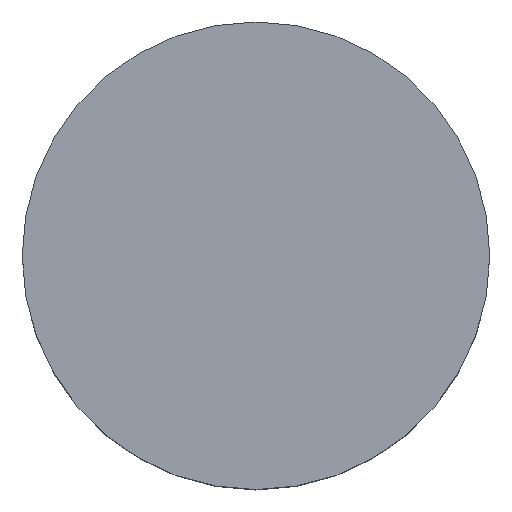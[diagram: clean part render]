
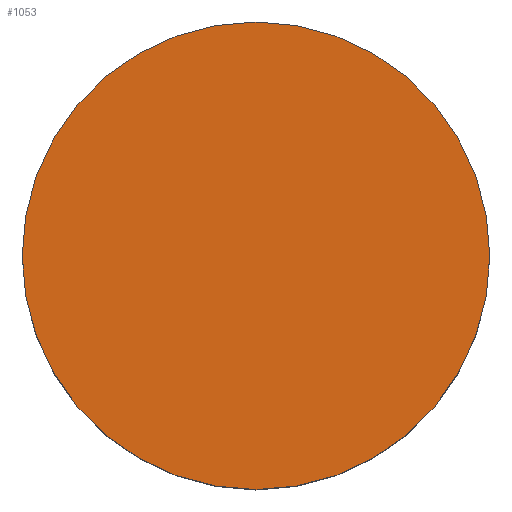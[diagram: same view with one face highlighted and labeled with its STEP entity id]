
A CAD part, top view. The second image highlights one B-rep face of the part: STEP entity #1053.
In plain terms, the highlighted planar face has unit normal (0, 0, 1).
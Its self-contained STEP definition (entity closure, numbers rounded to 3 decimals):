
#998=CARTESIAN_POINT('Vertex',(-50.,0.,50.)) ;
#1012=CARTESIAN_POINT('Vertex',(50.,0.,50.)) ;
#1015=CARTESIAN_POINT('Axis2P3D Location',(0.,0.,50.)) ;
#1032=CARTESIAN_POINT('Axis2P3D Location',(0.,0.,50.)) ;
#1044=CARTESIAN_POINT('Axis2P3D Location',(0.,0.,50.)) ;
#1016=DIRECTION('Axis2P3D Direction',(0.,0.,1.)) ;
#1033=DIRECTION('Axis2P3D Direction',(0.,0.,1.)) ;
#1045=DIRECTION('Axis2P3D Direction',(0.,0.,1.)) ;
#1046=DIRECTION('Axis2P3D XDirection',(1.,0.,0.)) ;
#1017=AXIS2_PLACEMENT_3D('Circle Axis2P3D',#1015,#1016,$) ;
#1034=AXIS2_PLACEMENT_3D('Circle Axis2P3D',#1032,#1033,$) ;
#1047=AXIS2_PLACEMENT_3D('Plane Axis2P3D',#1044,#1045,#1046) ;
#1050=ORIENTED_EDGE('',*,*,#1036,.T.) ;
#1051=ORIENTED_EDGE('',*,*,#1019,.T.) ;
#1053=ADVANCED_FACE('PartBody',(#1052),#1048,.T.) ;
#1018=CIRCLE('generated circle',#1017,50.) ;
#1035=CIRCLE('generated circle',#1034,50.) ;
#1019=EDGE_CURVE('',#999,#1013,#1018,.T.) ;
#1036=EDGE_CURVE('',#1013,#999,#1035,.T.) ;
#1049=EDGE_LOOP('',(#1050,#1051)) ;
#1052=FACE_OUTER_BOUND('',#1049,.T.) ;
#1048=PLANE('Plane',#1047) ;
#999=VERTEX_POINT('',#998) ;
#1013=VERTEX_POINT('',#1012) ;
